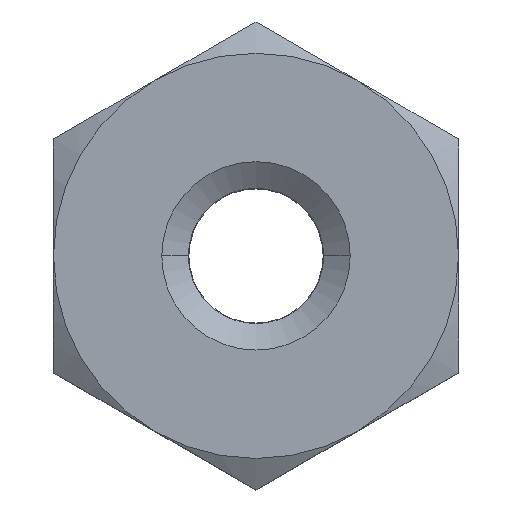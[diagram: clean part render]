
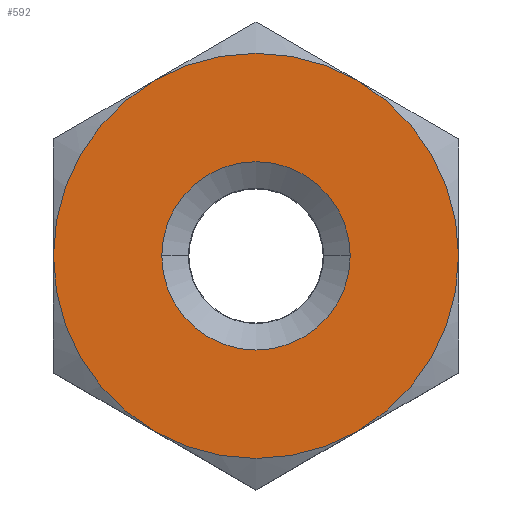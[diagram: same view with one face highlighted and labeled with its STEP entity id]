
A CAD part, top view. The second image highlights one B-rep face of the part: STEP entity #592.
In plain terms, the highlighted planar face has unit normal (0, 0, 1).
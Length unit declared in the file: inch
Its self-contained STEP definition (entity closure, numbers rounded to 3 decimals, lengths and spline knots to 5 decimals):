
#1 = CARTESIAN_POINT ( 'NONE',  ( -0.0365, 0., 0. ) ) ;
#10 = AXIS2_PLACEMENT_3D ( 'NONE', #253, #167, #930 ) ;
#22 = CIRCLE ( 'NONE', #141, 0.0785 ) ;
#55 = ORIENTED_EDGE ( 'NONE', *, *, #232, .F. ) ;
#81 = DIRECTION ( 'NONE',  ( -1., 0., 0. ) ) ;
#88 = EDGE_CURVE ( 'NONE', #364, #557, #22, .T. ) ;
#94 = VERTEX_POINT ( 'NONE', #966 ) ;
#141 = AXIS2_PLACEMENT_3D ( 'NONE', #313, #876, #233 ) ;
#157 = DIRECTION ( 'NONE',  ( 0., 0., -1. ) ) ;
#167 = DIRECTION ( 'NONE',  ( 0., 0., 1. ) ) ;
#176 = DIRECTION ( 'NONE',  ( -1., 0., 0. ) ) ;
#211 = DIRECTION ( 'NONE',  ( 0., 0., 1. ) ) ;
#214 = CARTESIAN_POINT ( 'NONE',  ( -0.03925, -0.06798, 0. ) ) ;
#232 = EDGE_CURVE ( 'NONE', #1131, #94, #541, .T. ) ;
#233 = DIRECTION ( 'NONE',  ( 1., 0., 0. ) ) ;
#239 = CARTESIAN_POINT ( 'NONE',  ( 0.03925, 0.06798, 0. ) ) ;
#253 = CARTESIAN_POINT ( 'NONE',  ( 0., 0., 0. ) ) ;
#255 = EDGE_CURVE ( 'NONE', #94, #566, #977, .T. ) ;
#290 = CIRCLE ( 'NONE', #832, 0.0785 ) ;
#313 = CARTESIAN_POINT ( 'NONE',  ( 0., 0., 0. ) ) ;
#317 = AXIS2_PLACEMENT_3D ( 'NONE', #648, #473, #928 ) ;
#337 = ORIENTED_EDGE ( 'NONE', *, *, #846, .F. ) ;
#344 = DIRECTION ( 'NONE',  ( 0., 0., -1. ) ) ;
#346 = VERTEX_POINT ( 'NONE', #1 ) ;
#362 = EDGE_CURVE ( 'NONE', #566, #557, #570, .T. ) ;
#364 = VERTEX_POINT ( 'NONE', #1118 ) ;
#398 = CARTESIAN_POINT ( 'NONE',  ( -0.03925, 0.06798, 0. ) ) ;
#416 = CIRCLE ( 'NONE', #653, 0.0785 ) ;
#473 = DIRECTION ( 'NONE',  ( 0., 0., -1. ) ) ;
#483 = AXIS2_PLACEMENT_3D ( 'NONE', #616, #157, #176 ) ;
#492 = CIRCLE ( 'NONE', #870, 0.0365 ) ;
#494 = AXIS2_PLACEMENT_3D ( 'NONE', #981, #711, #703 ) ;
#517 = CARTESIAN_POINT ( 'NONE',  ( 0.03925, -0.06798, 0. ) ) ;
#541 = CIRCLE ( 'NONE', #620, 0.0785 ) ;
#557 = VERTEX_POINT ( 'NONE', #239 ) ;
#566 = VERTEX_POINT ( 'NONE', #398 ) ;
#570 = CIRCLE ( 'NONE', #317, 0.0785 ) ;
#571 = ORIENTED_EDGE ( 'NONE', *, *, #1154, .F. ) ;
#585 = DIRECTION ( 'NONE',  ( -1., 0., 0. ) ) ;
#592 = ADVANCED_FACE ( 'NONE', ( #862, #802 ), #1090, .F. ) ;
#598 = EDGE_LOOP ( 'NONE', ( #910, #55, #571, #765, #963, #1122 ) ) ;
#610 = DIRECTION ( 'NONE',  ( -1., 0., 0. ) ) ;
#616 = CARTESIAN_POINT ( 'NONE',  ( 0., 0., 0. ) ) ;
#617 = ORIENTED_EDGE ( 'NONE', *, *, #1035, .F. ) ;
#620 = AXIS2_PLACEMENT_3D ( 'NONE', #1013, #344, #610 ) ;
#648 = CARTESIAN_POINT ( 'NONE',  ( 0., 0., 0. ) ) ;
#653 = AXIS2_PLACEMENT_3D ( 'NONE', #911, #722, #81 ) ;
#658 = CARTESIAN_POINT ( 'NONE',  ( 0., 0., 0. ) ) ;
#703 = DIRECTION ( 'NONE',  ( -1., 0., 0. ) ) ;
#708 = CIRCLE ( 'NONE', #10, 0.0365 ) ;
#711 = DIRECTION ( 'NONE',  ( 0., 0., -1. ) ) ;
#722 = DIRECTION ( 'NONE',  ( 0., 0., -1. ) ) ;
#759 = CARTESIAN_POINT ( 'NONE',  ( 0., 0., 0. ) ) ;
#765 = ORIENTED_EDGE ( 'NONE', *, *, #1036, .F. ) ;
#784 = CARTESIAN_POINT ( 'NONE',  ( 0.0365, 0., 0. ) ) ;
#802 = FACE_OUTER_BOUND ( 'NONE', #598, .T. ) ;
#832 = AXIS2_PLACEMENT_3D ( 'NONE', #759, #945, #585 ) ;
#846 = EDGE_CURVE ( 'NONE', #346, #905, #492, .T. ) ;
#860 = DIRECTION ( 'NONE',  ( 1., 0., 0. ) ) ;
#862 = FACE_BOUND ( 'NONE', #1019, .T. ) ;
#870 = AXIS2_PLACEMENT_3D ( 'NONE', #658, #211, #860 ) ;
#876 = DIRECTION ( 'NONE',  ( 0., 0., 1. ) ) ;
#905 = VERTEX_POINT ( 'NONE', #784 ) ;
#910 = ORIENTED_EDGE ( 'NONE', *, *, #255, .F. ) ;
#911 = CARTESIAN_POINT ( 'NONE',  ( 0., 0., 0. ) ) ;
#928 = DIRECTION ( 'NONE',  ( -1., 0., 0. ) ) ;
#930 = DIRECTION ( 'NONE',  ( 1., 0., 0. ) ) ;
#945 = DIRECTION ( 'NONE',  ( 0., 0., -1. ) ) ;
#957 = VERTEX_POINT ( 'NONE', #517 ) ;
#963 = ORIENTED_EDGE ( 'NONE', *, *, #88, .T. ) ;
#966 = CARTESIAN_POINT ( 'NONE',  ( -0.0785, 0., 0. ) ) ;
#977 = CIRCLE ( 'NONE', #483, 0.0785 ) ;
#981 = CARTESIAN_POINT ( 'NONE',  ( 0., 0.09064, 0. ) ) ;
#1013 = CARTESIAN_POINT ( 'NONE',  ( 0., 0., 0. ) ) ;
#1019 = EDGE_LOOP ( 'NONE', ( #617, #337 ) ) ;
#1035 = EDGE_CURVE ( 'NONE', #905, #346, #708, .T. ) ;
#1036 = EDGE_CURVE ( 'NONE', #364, #957, #416, .T. ) ;
#1090 = PLANE ( 'NONE',  #494 ) ;
#1118 = CARTESIAN_POINT ( 'NONE',  ( 0.0785, 0., 0. ) ) ;
#1122 = ORIENTED_EDGE ( 'NONE', *, *, #362, .F. ) ;
#1131 = VERTEX_POINT ( 'NONE', #214 ) ;
#1154 = EDGE_CURVE ( 'NONE', #957, #1131, #290, .T. ) ;
